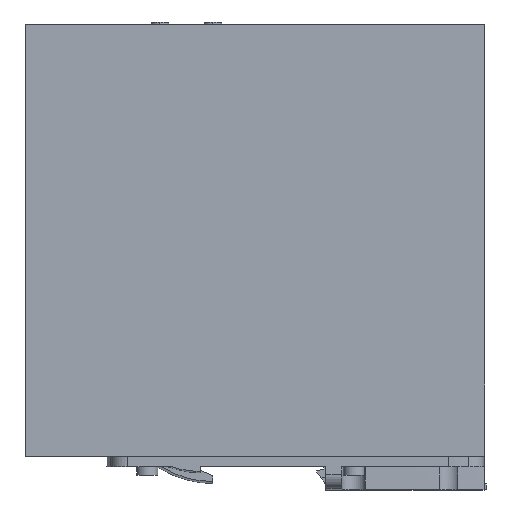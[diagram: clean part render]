
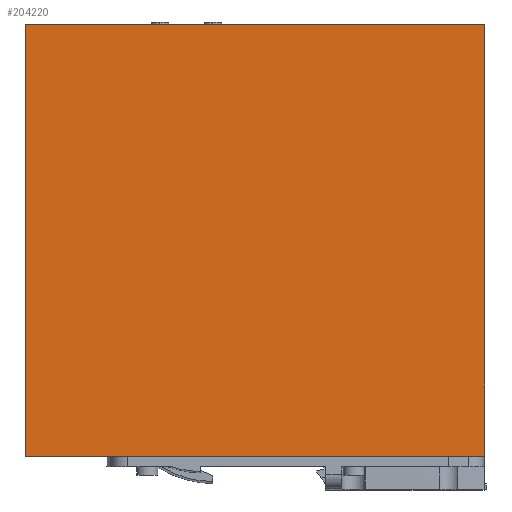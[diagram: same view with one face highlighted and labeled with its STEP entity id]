
A CAD part, left-side view. The second image highlights one B-rep face of the part: STEP entity #204220.
In plain terms, the highlighted planar face has unit normal (-1, 0, 0).
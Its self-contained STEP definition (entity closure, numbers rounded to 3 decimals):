
#72470=CARTESIAN_POINT('',(0.,122.35,129.2));
#72480=VERTEX_POINT('',#72470);
#72510=CARTESIAN_POINT('',(0.,122.35,0.));
#72520=DIRECTION('',(0.,0.,-1.));
#72530=VECTOR('',#72520,1.);
#72540=LINE('',#72510,#72530);
#72550=CARTESIAN_POINT('',(0.,122.35,111.6));
#72560=VERTEX_POINT('',#72550);
#72570=EDGE_CURVE('',#72480,#72560,#72540,.T.);
#202990=CARTESIAN_POINT('',(0.,0.,129.2));
#203000=DIRECTION('',(0.,-1.,0.));
#203010=VECTOR('',#203000,1.);
#203020=LINE('',#202990,#203010);
#203030=CARTESIAN_POINT('',(0.,0.1,129.2));
#203040=VERTEX_POINT('',#203030);
#203050=EDGE_CURVE('',#72480,#203040,#203020,.T.);
#203830=CARTESIAN_POINT('',(0.,121.3,0.));
#203840=DIRECTION('',(-1.,0.,0.));
#203850=DIRECTION('',(0.,-1.,0.));
#203860=AXIS2_PLACEMENT_3D('',#203830,#203840,#203850);
#203870=PLANE('',#203860);
#203880=CARTESIAN_POINT('',(0.,0.1,0.));
#203890=DIRECTION('',(0.,0.,1.));
#203900=VECTOR('',#203890,1.);
#203910=LINE('',#203880,#203900);
#203920=CARTESIAN_POINT('',(0.,0.1,-0.8));
#203930=VERTEX_POINT('',#203920);
#203940=EDGE_CURVE('',#203930,#203040,#203910,.T.);
#203950=ORIENTED_EDGE('',*,*,#203940,.T.);
#203960=CARTESIAN_POINT('',(0.,0.,-0.8));
#203970=DIRECTION('',(0.,1.,0.));
#203980=VECTOR('',#203970,1.);
#203990=LINE('',#203960,#203980);
#204000=CARTESIAN_POINT('',(0.,122.25,-0.8));
#204010=VERTEX_POINT('',#204000);
#204020=EDGE_CURVE('',#203930,#204010,#203990,.T.);
#204030=ORIENTED_EDGE('',*,*,#204020,.F.);
#204040=CARTESIAN_POINT('',(0.,122.25,0.));
#204050=DIRECTION('',(0.,0.,-1.));
#204060=VECTOR('',#204050,1.);
#204070=LINE('',#204040,#204060);
#204080=CARTESIAN_POINT('',(0.,122.25,111.6));
#204090=VERTEX_POINT('',#204080);
#204100=EDGE_CURVE('',#204090,#204010,#204070,.T.);
#204110=ORIENTED_EDGE('',*,*,#204100,.T.);
#204120=CARTESIAN_POINT('',(0.,0.,111.6));
#204130=DIRECTION('',(0.,-1.,0.));
#204140=VECTOR('',#204130,1.);
#204150=LINE('',#204120,#204140);
#204160=EDGE_CURVE('',#72560,#204090,#204150,.T.);
#204170=ORIENTED_EDGE('',*,*,#204160,.T.);
#204180=ORIENTED_EDGE('',*,*,#72570,.T.);
#204190=ORIENTED_EDGE('',*,*,#203050,.F.);
#204200=EDGE_LOOP('',(#204190,#204180,#204170,#204110,#204030,#203950));
#204210=FACE_OUTER_BOUND('',#204200,.T.);
#204220=ADVANCED_FACE('',(#204210),#203870,.T.);
